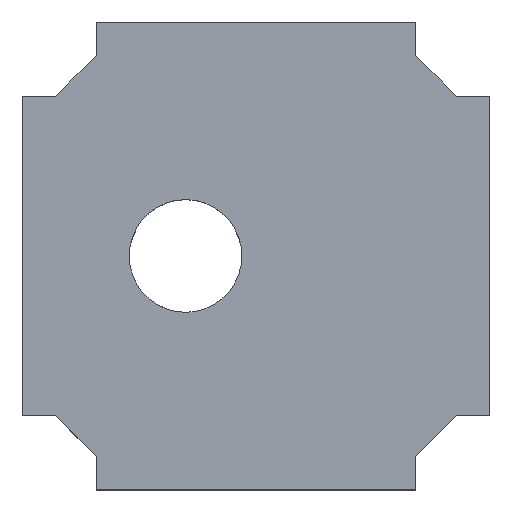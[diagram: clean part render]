
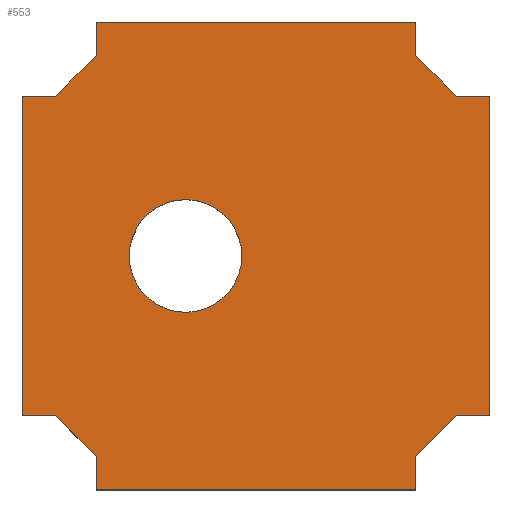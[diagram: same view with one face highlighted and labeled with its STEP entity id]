
A CAD part, top view. The second image highlights one B-rep face of the part: STEP entity #553.
In plain terms, the highlighted planar face has unit normal (0, 0, 1).
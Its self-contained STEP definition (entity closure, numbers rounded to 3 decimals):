
#20=FACE_BOUND('',#102,.T.);
#40=PLANE('',#611);
#68=FACE_OUTER_BOUND('',#101,.T.);
#101=EDGE_LOOP('',(#471,#472,#473,#474,#475,#476,#477,#478,#479,#480,#481,
#482,#483,#484,#485,#486));
#102=EDGE_LOOP('',(#487));
#121=CIRCLE('',#598,6.);
#132=LINE('',#959,#188);
#136=LINE('',#966,#192);
#139=LINE('',#972,#195);
#142=LINE('',#980,#198);
#145=LINE('',#986,#201);
#149=LINE('',#993,#205);
#152=LINE('',#1001,#208);
#156=LINE('',#1008,#212);
#159=LINE('',#1014,#215);
#162=LINE('',#1022,#218);
#165=LINE('',#1028,#221);
#169=LINE('',#1035,#225);
#170=LINE('',#1037,#226);
#171=LINE('',#1038,#227);
#172=LINE('',#1039,#228);
#173=LINE('',#1040,#229);
#188=VECTOR('',#671,10.);
#192=VECTOR('',#677,10.);
#195=VECTOR('',#682,10.);
#198=VECTOR('',#687,10.);
#201=VECTOR('',#692,10.);
#205=VECTOR('',#698,10.);
#208=VECTOR('',#703,10.);
#212=VECTOR('',#709,10.);
#215=VECTOR('',#714,10.);
#218=VECTOR('',#719,10.);
#221=VECTOR('',#724,10.);
#225=VECTOR('',#730,10.);
#226=VECTOR('',#733,10.);
#227=VECTOR('',#734,10.);
#228=VECTOR('',#735,10.);
#229=VECTOR('',#736,10.);
#263=VERTEX_POINT('',#949);
#266=VERTEX_POINT('',#956);
#267=VERTEX_POINT('',#958);
#269=VERTEX_POINT('',#964);
#271=VERTEX_POINT('',#970);
#274=VERTEX_POINT('',#977);
#275=VERTEX_POINT('',#979);
#277=VERTEX_POINT('',#985);
#279=VERTEX_POINT('',#991);
#282=VERTEX_POINT('',#998);
#283=VERTEX_POINT('',#1000);
#285=VERTEX_POINT('',#1006);
#287=VERTEX_POINT('',#1012);
#290=VERTEX_POINT('',#1019);
#291=VERTEX_POINT('',#1021);
#293=VERTEX_POINT('',#1027);
#295=VERTEX_POINT('',#1033);
#323=EDGE_CURVE('',#263,#263,#121,.T.);
#326=EDGE_CURVE('',#266,#267,#132,.T.);
#330=EDGE_CURVE('',#269,#266,#136,.T.);
#333=EDGE_CURVE('',#271,#269,#139,.T.);
#336=EDGE_CURVE('',#275,#274,#142,.T.);
#339=EDGE_CURVE('',#277,#275,#145,.T.);
#343=EDGE_CURVE('',#274,#279,#149,.T.);
#346=EDGE_CURVE('',#283,#282,#152,.T.);
#350=EDGE_CURVE('',#282,#285,#156,.T.);
#353=EDGE_CURVE('',#285,#287,#159,.T.);
#356=EDGE_CURVE('',#291,#290,#162,.T.);
#359=EDGE_CURVE('',#293,#291,#165,.T.);
#363=EDGE_CURVE('',#290,#295,#169,.T.);
#364=EDGE_CURVE('',#295,#283,#170,.T.);
#365=EDGE_CURVE('',#287,#267,#171,.T.);
#366=EDGE_CURVE('',#277,#271,#172,.T.);
#367=EDGE_CURVE('',#279,#293,#173,.T.);
#471=ORIENTED_EDGE('',*,*,#364,.T.);
#472=ORIENTED_EDGE('',*,*,#346,.T.);
#473=ORIENTED_EDGE('',*,*,#350,.T.);
#474=ORIENTED_EDGE('',*,*,#353,.T.);
#475=ORIENTED_EDGE('',*,*,#365,.T.);
#476=ORIENTED_EDGE('',*,*,#326,.F.);
#477=ORIENTED_EDGE('',*,*,#330,.F.);
#478=ORIENTED_EDGE('',*,*,#333,.F.);
#479=ORIENTED_EDGE('',*,*,#366,.F.);
#480=ORIENTED_EDGE('',*,*,#339,.T.);
#481=ORIENTED_EDGE('',*,*,#336,.T.);
#482=ORIENTED_EDGE('',*,*,#343,.T.);
#483=ORIENTED_EDGE('',*,*,#367,.T.);
#484=ORIENTED_EDGE('',*,*,#359,.T.);
#485=ORIENTED_EDGE('',*,*,#356,.T.);
#486=ORIENTED_EDGE('',*,*,#363,.T.);
#487=ORIENTED_EDGE('',*,*,#323,.T.);
#553=ADVANCED_FACE('',(#68,#20),#40,.T.);
#598=AXIS2_PLACEMENT_3D('',#951,#665,#666);
#611=AXIS2_PLACEMENT_3D('',#1036,#731,#732);
#665=DIRECTION('center_axis',(0.,0.,-1.));
#666=DIRECTION('ref_axis',(-1.,0.,0.));
#671=DIRECTION('',(-1.,0.,0.));
#677=DIRECTION('',(-0.707,0.707,0.));
#682=DIRECTION('',(0.,1.,0.));
#687=DIRECTION('',(0.707,0.707,0.));
#692=DIRECTION('',(0.,1.,0.));
#698=DIRECTION('',(1.,0.,0.));
#703=DIRECTION('',(0.,-1.,0.));
#709=DIRECTION('',(-0.707,-0.707,0.));
#714=DIRECTION('',(-1.,0.,0.));
#719=DIRECTION('',(-0.707,0.707,0.));
#724=DIRECTION('',(-1.,0.,0.));
#730=DIRECTION('',(0.,1.,0.));
#731=DIRECTION('center_axis',(0.,0.,1.));
#732=DIRECTION('ref_axis',(1.,0.,0.));
#733=DIRECTION('',(-1.,0.,0.));
#734=DIRECTION('',(0.,-1.,0.));
#735=DIRECTION('',(-1.,0.,0.));
#736=DIRECTION('',(0.,1.,0.));
#949=CARTESIAN_POINT('',(-22.43,20.93,18.));
#951=CARTESIAN_POINT('Origin',(-28.43,20.93,18.));
#956=CARTESIAN_POINT('',(-42.255,3.93,18.));
#958=CARTESIAN_POINT('',(-45.83,3.93,18.));
#959=CARTESIAN_POINT('',(-42.255,3.93,18.));
#964=CARTESIAN_POINT('',(-37.93,-0.395,18.));
#966=CARTESIAN_POINT('',(-37.93,-0.395,18.));
#970=CARTESIAN_POINT('',(-37.93,-3.97,18.));
#972=CARTESIAN_POINT('',(-37.93,-4.17,18.));
#977=CARTESIAN_POINT('',(0.395,3.93,18.));
#979=CARTESIAN_POINT('',(-3.971,-0.437,18.));
#980=CARTESIAN_POINT('',(-3.971,-0.437,18.));
#985=CARTESIAN_POINT('',(-3.971,-3.97,18.));
#986=CARTESIAN_POINT('',(-3.971,-4.17,18.));
#991=CARTESIAN_POINT('',(3.97,3.93,18.));
#993=CARTESIAN_POINT('',(0.395,3.93,18.));
#998=CARTESIAN_POINT('',(-37.93,42.255,18.));
#1000=CARTESIAN_POINT('',(-37.93,45.83,18.));
#1001=CARTESIAN_POINT('',(-37.93,46.03,18.));
#1006=CARTESIAN_POINT('',(-42.255,37.93,18.));
#1008=CARTESIAN_POINT('',(-37.93,42.255,18.));
#1012=CARTESIAN_POINT('',(-45.83,37.93,18.));
#1014=CARTESIAN_POINT('',(-42.255,37.93,18.));
#1019=CARTESIAN_POINT('',(-3.93,42.255,18.));
#1021=CARTESIAN_POINT('',(0.395,37.93,18.));
#1022=CARTESIAN_POINT('',(0.395,37.93,18.));
#1027=CARTESIAN_POINT('',(3.97,37.93,18.));
#1028=CARTESIAN_POINT('',(4.17,37.93,18.));
#1033=CARTESIAN_POINT('',(-3.93,45.83,18.));
#1035=CARTESIAN_POINT('',(-3.93,42.255,18.));
#1036=CARTESIAN_POINT('Origin',(-20.93,20.93,18.));
#1037=CARTESIAN_POINT('',(-3.93,45.83,18.));
#1038=CARTESIAN_POINT('',(-45.83,37.93,18.));
#1039=CARTESIAN_POINT('',(-37.73,-3.97,18.));
#1040=CARTESIAN_POINT('',(3.97,3.93,18.));
